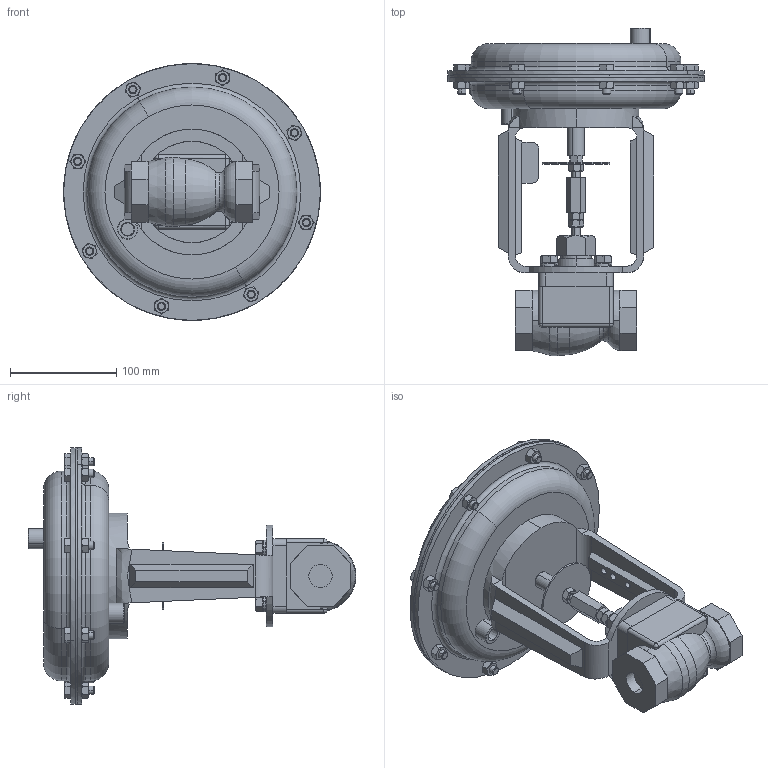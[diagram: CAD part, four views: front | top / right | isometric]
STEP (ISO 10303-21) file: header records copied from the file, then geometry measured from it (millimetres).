
FILE_DESCRIPTION (( 'STEP AP203' ), '1' );
FILE_NAME ('78-050-ALL-SW-35M.STEP', '2017-09-21T14:42:08', ( '' ), ( '' ), 'SwSTEP 2.0', 'SolidWorks 2014', '' );
FILE_SCHEMA (( 'CONFIG_CONTROL_DESIGN' ));
Length unit declared in the file: inch
Products named in the file (1): 78-050-ALL-SW-35M
Bounding box: 241.3 x 307.95 x 241.3 mm (x, y, z)
Volume: 2851886.9 mm3; surface area: 267471.3 mm2
Topology: 6 solids, 6 shells, 717 faces, 1646 edges, 1007 vertices
Faces by surface type: plane 321, cone 242, cylinder 127, torus 13, bspline 10, sphere 4
Entity records: 22375 total; most frequent: CARTESIAN_POINT 6908, ORIENTED_EDGE 3284, DIRECTION 3025, EDGE_CURVE 1642, AXIS2_PLACEMENT_3D 1197, VERTEX_POINT 1007, EDGE_LOOP 795, FACE_OUTER_BOUND 717
